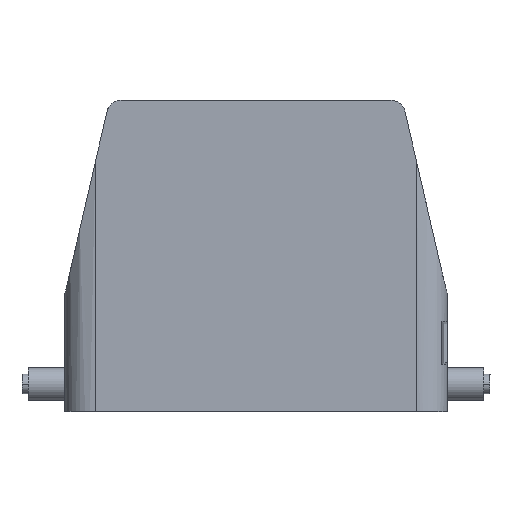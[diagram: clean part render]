
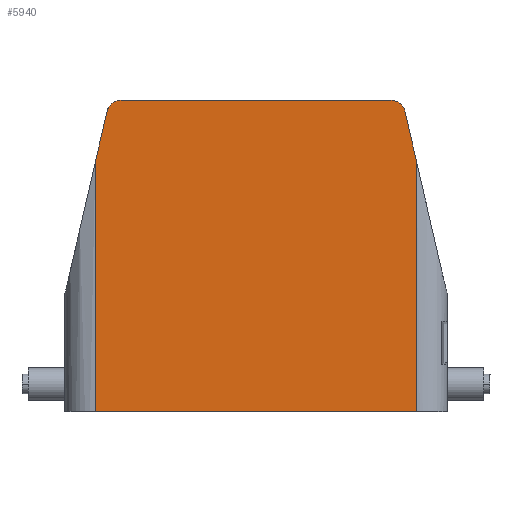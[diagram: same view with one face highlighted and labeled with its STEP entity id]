
A CAD part, top view. The second image highlights one B-rep face of the part: STEP entity #5940.
In plain terms, the highlighted face is planar.
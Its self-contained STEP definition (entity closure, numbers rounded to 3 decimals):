
#1240=CARTESIAN_POINT('',(39.25,26.4,
21.9));
#1250=VERTEX_POINT('',#1240);
#1280=CARTESIAN_POINT('',(0.,26.4,
21.9));
#1290=DIRECTION('',(1.,0.,0.));
#1300=VECTOR('',#1290,1.);
#1310=LINE('',#1280,#1300);
#1320=CARTESIAN_POINT('',(-39.25,26.4,
21.9));
#1330=VERTEX_POINT('',#1320);
#1340=EDGE_CURVE('',#1330,#1250,#1310,.T.);
#5060=CARTESIAN_POINT('',(0.,-49.6,
22.964));
#5070=DIRECTION('',(1.,0.,0.));
#5080=VECTOR('',#5070,1.);
#5090=LINE('',#5060,#5080);
#5100=CARTESIAN_POINT('',(-32.966,-49.6,
22.964));
#5110=VERTEX_POINT('',#5100);
#5120=CARTESIAN_POINT('',(32.966,-49.6,
22.964));
#5130=VERTEX_POINT('',#5120);
#5140=EDGE_CURVE('',#5110,#5130,#5090,.T.);
#5390=CARTESIAN_POINT('',(36.,-57.316,
23.072));
#5400=DIRECTION('',(0.,-0.014,
-1.));
#5410=DIRECTION('',(0.,1.,
-0.014));
#5420=AXIS2_PLACEMENT_3D('',#5390,#5400,#5410);
#5430=PLANE('',#5420);
#5440=CARTESIAN_POINT('',(32.966,-46.1,
22.915));
#5450=DIRECTION('',(0.,-0.014,
-1.));
#5460=DIRECTION('',(0.,1.,
-0.014));
#5470=AXIS2_PLACEMENT_3D('',#5440,#5450,#5460);
#5480=ELLIPSE('',#5470,3.5,3.5);
#5490=CARTESIAN_POINT('',(36.376,-46.887,
22.926));
#5500=VERTEX_POINT('',#5490);
#5510=EDGE_CURVE('',#5500,#5130,#5480,.T.);
#5520=ORIENTED_EDGE('',*,*,#5510,.F.);
#5530=ORIENTED_EDGE('',*,*,#5140,.T.);
#5540=CARTESIAN_POINT('',(-32.966,-46.1,
22.915));
#5550=DIRECTION('',(0.,-0.014,
-1.));
#5560=DIRECTION('',(0.,1.,
-0.014));
#5570=AXIS2_PLACEMENT_3D('',#5540,#5550,#5560);
#5580=ELLIPSE('',#5570,3.5,3.5);
#5590=CARTESIAN_POINT('',(-36.376,-46.887,
22.926));
#5600=VERTEX_POINT('',#5590);
#5610=EDGE_CURVE('',#5110,#5600,#5580,.T.);
#5620=ORIENTED_EDGE('',*,*,#5610,.F.);
#5630=CARTESIAN_POINT('',(-53.077,25.45,
21.913));
#5640=DIRECTION('',(0.225,-0.974,
0.014));
#5650=VECTOR('',#5640,1.);
#5660=LINE('',#5630,#5650);
#5670=CARTESIAN_POINT('',(-39.25,-34.44,
22.752));
#5680=VERTEX_POINT('',#5670);
#5690=EDGE_CURVE('',#5680,#5600,#5660,.T.);
#5700=ORIENTED_EDGE('',*,*,#5690,.T.);
#5710=CARTESIAN_POINT('',(-39.25,25.555,
21.912));
#5720=DIRECTION('',(0.,1.,
-0.014));
#5730=VECTOR('',#5720,1.);
#5740=LINE('',#5710,#5730);
#5750=EDGE_CURVE('',#5680,#1330,#5740,.T.);
#5760=ORIENTED_EDGE('',*,*,#5750,.F.);
#5770=ORIENTED_EDGE('',*,*,#1340,.F.);
#5780=CARTESIAN_POINT('',(39.25,25.555,
21.912));
#5790=DIRECTION('',(0.,-1.,
0.014));
#5800=VECTOR('',#5790,1.);
#5810=LINE('',#5780,#5800);
#5820=CARTESIAN_POINT('',(39.25,-34.44,
22.752));
#5830=VERTEX_POINT('',#5820);
#5840=EDGE_CURVE('',#1250,#5830,#5810,.T.);
#5850=ORIENTED_EDGE('',*,*,#5840,.F.);
#5860=CARTESIAN_POINT('',(53.077,25.45,
21.913));
#5870=DIRECTION('',(0.225,0.974,
-0.014));
#5880=VECTOR('',#5870,1.);
#5890=LINE('',#5860,#5880);
#5900=EDGE_CURVE('',#5500,#5830,#5890,.T.);
#5910=ORIENTED_EDGE('',*,*,#5900,.T.);
#5920=EDGE_LOOP('',(#5910,#5850,#5770,#5760,#5700,#5620,#5530,#5520));
#5930=FACE_OUTER_BOUND('',#5920,.T.);
#5940=ADVANCED_FACE('',(#5930),#5430,.F.);
